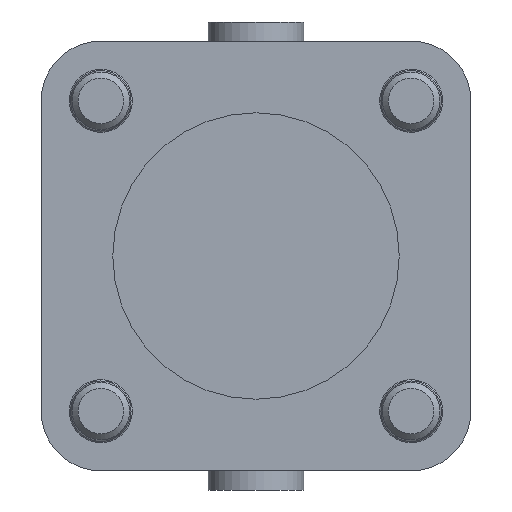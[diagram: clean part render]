
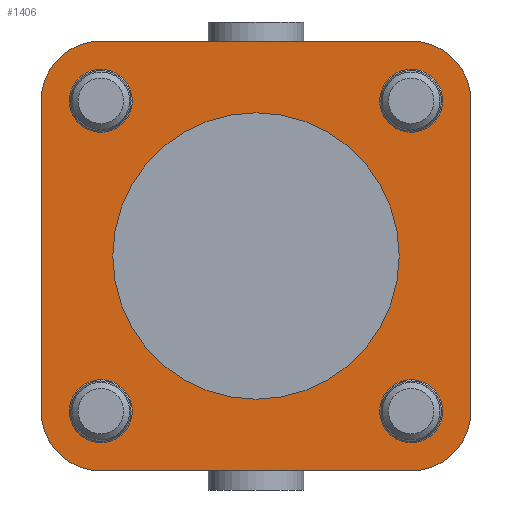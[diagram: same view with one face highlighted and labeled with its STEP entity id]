
A CAD part, left-side view. The second image highlights one B-rep face of the part: STEP entity #1406.
In plain terms, the highlighted planar face has unit normal (-1, 0, 0).
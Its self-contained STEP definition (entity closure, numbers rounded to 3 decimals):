
#208=PLANE('',#1489);
#251=CIRCLE('',#1490,15.);
#252=CIRCLE('',#1491,6.25);
#253=CIRCLE('',#1492,6.25);
#254=CIRCLE('',#1493,6.25);
#255=CIRCLE('',#1494,6.25);
#256=CIRCLE('',#1495,3.3);
#257=CIRCLE('',#1496,3.3);
#258=CIRCLE('',#1497,3.3);
#259=CIRCLE('',#1498,3.3);
#351=VERTEX_POINT('',#2085);
#352=VERTEX_POINT('',#2086);
#353=VERTEX_POINT('',#2088);
#354=VERTEX_POINT('',#2089);
#355=VERTEX_POINT('',#2091);
#356=VERTEX_POINT('',#2093);
#357=VERTEX_POINT('',#2095);
#358=VERTEX_POINT('',#2097);
#359=VERTEX_POINT('',#2099);
#360=VERTEX_POINT('',#2101);
#361=VERTEX_POINT('',#2104);
#362=VERTEX_POINT('',#2105);
#363=VERTEX_POINT('',#2107);
#364=VERTEX_POINT('',#2108);
#365=VERTEX_POINT('',#2110);
#366=VERTEX_POINT('',#2111);
#367=VERTEX_POINT('',#2113);
#368=VERTEX_POINT('',#2114);
#486=VECTOR('',#1711,1.);
#487=VECTOR('',#1714,1.);
#488=VECTOR('',#1717,1.);
#489=VECTOR('',#1720,1.);
#594=LINE('',#2090,#486);
#595=LINE('',#2094,#487);
#596=LINE('',#2098,#488);
#597=LINE('',#2102,#489);
#717=EDGE_CURVE('',#351,#352,#251,.T.);
#718=EDGE_CURVE('',#352,#351,#251,.T.);
#719=EDGE_CURVE('',#353,#354,#252,.T.);
#720=EDGE_CURVE('',#355,#353,#594,.T.);
#721=EDGE_CURVE('',#356,#355,#253,.T.);
#722=EDGE_CURVE('',#357,#356,#595,.T.);
#723=EDGE_CURVE('',#358,#357,#254,.T.);
#724=EDGE_CURVE('',#359,#358,#596,.T.);
#725=EDGE_CURVE('',#360,#359,#255,.T.);
#726=EDGE_CURVE('',#354,#360,#597,.T.);
#727=EDGE_CURVE('',#361,#362,#256,.T.);
#728=EDGE_CURVE('',#362,#361,#256,.T.);
#729=EDGE_CURVE('',#363,#364,#257,.T.);
#730=EDGE_CURVE('',#364,#363,#257,.T.);
#731=EDGE_CURVE('',#365,#366,#258,.T.);
#732=EDGE_CURVE('',#366,#365,#258,.T.);
#733=EDGE_CURVE('',#367,#368,#259,.T.);
#734=EDGE_CURVE('',#368,#367,#259,.T.);
#937=ORIENTED_EDGE('',*,*,#717,.T.);
#938=ORIENTED_EDGE('',*,*,#718,.T.);
#939=ORIENTED_EDGE('',*,*,#719,.F.);
#940=ORIENTED_EDGE('',*,*,#720,.F.);
#941=ORIENTED_EDGE('',*,*,#721,.F.);
#942=ORIENTED_EDGE('',*,*,#722,.F.);
#943=ORIENTED_EDGE('',*,*,#723,.F.);
#944=ORIENTED_EDGE('',*,*,#724,.F.);
#945=ORIENTED_EDGE('',*,*,#725,.F.);
#946=ORIENTED_EDGE('',*,*,#726,.F.);
#947=ORIENTED_EDGE('',*,*,#727,.T.);
#948=ORIENTED_EDGE('',*,*,#728,.T.);
#949=ORIENTED_EDGE('',*,*,#729,.T.);
#950=ORIENTED_EDGE('',*,*,#730,.T.);
#951=ORIENTED_EDGE('',*,*,#731,.T.);
#952=ORIENTED_EDGE('',*,*,#732,.T.);
#953=ORIENTED_EDGE('',*,*,#733,.T.);
#954=ORIENTED_EDGE('',*,*,#734,.T.);
#1239=EDGE_LOOP('',(#937,#938));
#1240=EDGE_LOOP('',(#939,#940,#941,#942,#943,#944,#945,#946));
#1241=EDGE_LOOP('',(#947,#948));
#1242=EDGE_LOOP('',(#949,#950));
#1243=EDGE_LOOP('',(#951,#952));
#1244=EDGE_LOOP('',(#953,#954));
#1323=FACE_BOUND('',#1239,.T.);
#1324=FACE_BOUND('',#1240,.T.);
#1325=FACE_BOUND('',#1241,.T.);
#1326=FACE_BOUND('',#1242,.T.);
#1327=FACE_BOUND('',#1243,.T.);
#1328=FACE_BOUND('',#1244,.T.);
#1406=ADVANCED_FACE('',(#1323,#1324,#1325,#1326,#1327,#1328),#208,.F.);
#1489=AXIS2_PLACEMENT_3D('',#2083,#1706,$);
#1490=AXIS2_PLACEMENT_3D('',#2084,#1707,#1708);
#1491=AXIS2_PLACEMENT_3D('',#2087,#1709,#1710);
#1492=AXIS2_PLACEMENT_3D('',#2092,#1712,#1713);
#1493=AXIS2_PLACEMENT_3D('',#2096,#1715,#1716);
#1494=AXIS2_PLACEMENT_3D('',#2100,#1718,#1719);
#1495=AXIS2_PLACEMENT_3D('',#2103,#1721,#1722);
#1496=AXIS2_PLACEMENT_3D('',#2106,#1723,#1724);
#1497=AXIS2_PLACEMENT_3D('',#2109,#1725,#1726);
#1498=AXIS2_PLACEMENT_3D('',#2112,#1727,#1728);
#1706=DIRECTION('',(1.,0.,0.));
#1707=DIRECTION('',(1.,0.,0.));
#1708=DIRECTION('',(0.,0.,-15.));
#1709=DIRECTION('',(1.,0.,0.));
#1710=DIRECTION('',(0.,0.,-6.25));
#1711=DIRECTION('',(0.,1.,0.));
#1712=DIRECTION('',(1.,0.,0.));
#1713=DIRECTION('',(0.,0.,-6.25));
#1714=DIRECTION('',(0.,0.,-1.));
#1715=DIRECTION('',(1.,0.,0.));
#1716=DIRECTION('',(0.,0.,-6.25));
#1717=DIRECTION('',(0.,-1.,0.));
#1718=DIRECTION('',(1.,0.,0.));
#1719=DIRECTION('',(0.,0.,-6.25));
#1720=DIRECTION('',(0.,0.,1.));
#1721=DIRECTION('',(1.,0.,0.));
#1722=DIRECTION('',(0.,0.,-3.3));
#1723=DIRECTION('',(1.,0.,0.));
#1724=DIRECTION('',(0.,0.,-3.3));
#1725=DIRECTION('',(1.,0.,0.));
#1726=DIRECTION('',(0.,0.,-3.3));
#1727=DIRECTION('',(1.,0.,0.));
#1728=DIRECTION('',(0.,0.,-3.3));
#2083=CARTESIAN_POINT('',(0.,-16.25,16.25));
#2084=CARTESIAN_POINT('',(0.,0.,0.));
#2085=CARTESIAN_POINT('',(0.,0.,-15.));
#2086=CARTESIAN_POINT('',(0.,0.,15.));
#2087=CARTESIAN_POINT('',(0.,16.25,-16.25));
#2088=CARTESIAN_POINT('',(0.,16.25,-22.5));
#2089=CARTESIAN_POINT('',(0.,22.5,-16.25));
#2090=CARTESIAN_POINT('',(0.,-16.25,-22.5));
#2091=CARTESIAN_POINT('',(0.,-16.25,-22.5));
#2092=CARTESIAN_POINT('',(0.,-16.25,-16.25));
#2093=CARTESIAN_POINT('',(0.,-22.5,-16.25));
#2094=CARTESIAN_POINT('',(0.,-22.5,16.25));
#2095=CARTESIAN_POINT('',(0.,-22.5,16.25));
#2096=CARTESIAN_POINT('',(0.,-16.25,16.25));
#2097=CARTESIAN_POINT('',(0.,-16.25,22.5));
#2098=CARTESIAN_POINT('',(0.,16.25,22.5));
#2099=CARTESIAN_POINT('',(0.,16.25,22.5));
#2100=CARTESIAN_POINT('',(0.,16.25,16.25));
#2101=CARTESIAN_POINT('',(0.,22.5,16.25));
#2102=CARTESIAN_POINT('',(0.,22.5,-16.25));
#2103=CARTESIAN_POINT('',(0.,16.25,-16.25));
#2104=CARTESIAN_POINT('',(0.,16.25,-19.55));
#2105=CARTESIAN_POINT('',(0.,16.25,-12.95));
#2106=CARTESIAN_POINT('',(0.,16.25,16.25));
#2107=CARTESIAN_POINT('',(0.,16.25,12.95));
#2108=CARTESIAN_POINT('',(0.,16.25,19.55));
#2109=CARTESIAN_POINT('',(0.,-16.25,-16.25));
#2110=CARTESIAN_POINT('',(0.,-16.25,-19.55));
#2111=CARTESIAN_POINT('',(0.,-16.25,-12.95));
#2112=CARTESIAN_POINT('',(0.,-16.25,16.25));
#2113=CARTESIAN_POINT('',(0.,-16.25,12.95));
#2114=CARTESIAN_POINT('',(0.,-16.25,19.55));
